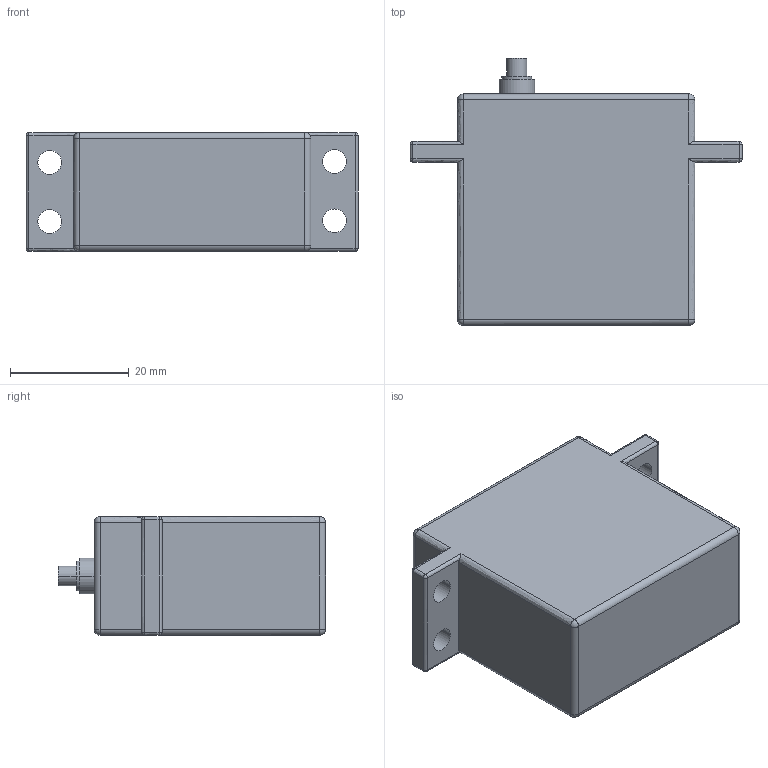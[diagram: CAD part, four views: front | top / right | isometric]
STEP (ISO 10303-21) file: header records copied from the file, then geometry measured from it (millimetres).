
FILE_DESCRIPTION (( 'STEP AP214' ), '1' );
FILE_NAME ('聆彸.STEP', '2025-09-04T08:11:38', ( '' ), ( '' ), 'SwSTEP 2.0', 'SolidWorks 2024', '' );
FILE_SCHEMA (( 'AUTOMOTIVE_DESIGN' ));
Length unit declared in the file: millimetre
Products named in the file (1): 测试
Bounding box: 55.94 x 45 x 20 mm (x, y, z)
Volume: 32115.6 mm3; surface area: 7031.7 mm2
Topology: 1 solids, 1 shells, 85 faces, 204 edges, 107 vertices
Faces by surface type: bspline 27, cylinder 21, plane 17, sphere 16, cone 4
Entity records: 2779 total; most frequent: CARTESIAN_POINT 1181, ORIENTED_EDGE 372, DIRECTION 266, EDGE_CURVE 186, AXIS2_PLACEMENT_3D 116, VERTEX_POINT 107, EDGE_LOOP 97, ADVANCED_FACE 85
